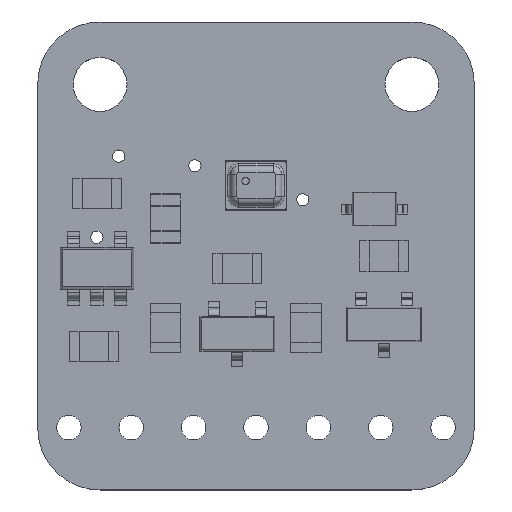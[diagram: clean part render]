
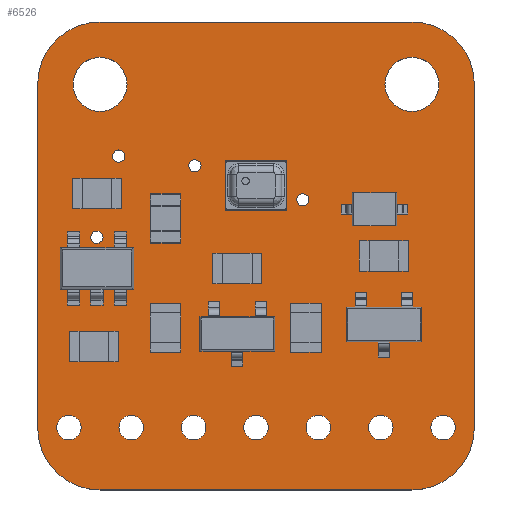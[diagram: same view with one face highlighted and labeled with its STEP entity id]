
A CAD part, top view. The second image highlights one B-rep face of the part: STEP entity #6526.
In plain terms, the highlighted planar face has unit normal (0, 0, 1).
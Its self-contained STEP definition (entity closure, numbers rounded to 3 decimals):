
#118=FACE_BOUND('',#801,.T.);
#119=FACE_BOUND('',#802,.T.);
#120=FACE_BOUND('',#803,.T.);
#121=FACE_BOUND('',#804,.T.);
#122=FACE_BOUND('',#805,.T.);
#123=FACE_BOUND('',#806,.T.);
#124=FACE_BOUND('',#807,.T.);
#125=FACE_BOUND('',#808,.T.);
#126=FACE_BOUND('',#809,.T.);
#127=FACE_BOUND('',#810,.T.);
#128=FACE_BOUND('',#811,.T.);
#129=FACE_BOUND('',#812,.T.);
#130=FACE_BOUND('',#813,.T.);
#162=PLANE('',#7028);
#422=FACE_OUTER_BOUND('',#800,.T.);
#800=EDGE_LOOP('',(#4373,#4374,#4375,#4376,#4377,#4378,#4379,#4380));
#801=EDGE_LOOP('',(#4381));
#802=EDGE_LOOP('',(#4382));
#803=EDGE_LOOP('',(#4383));
#804=EDGE_LOOP('',(#4384));
#805=EDGE_LOOP('',(#4385));
#806=EDGE_LOOP('',(#4386));
#807=EDGE_LOOP('',(#4387));
#808=EDGE_LOOP('',(#4388));
#809=EDGE_LOOP('',(#4389));
#810=EDGE_LOOP('',(#4390));
#811=EDGE_LOOP('',(#4391));
#812=EDGE_LOOP('',(#4392));
#813=EDGE_LOOP('',(#4393));
#1212=LINE('',#9605,#1902);
#1216=LINE('',#9617,#1906);
#1220=LINE('',#9629,#1910);
#1224=LINE('',#9641,#1914);
#1902=VECTOR('',#7690,10.);
#1906=VECTOR('',#7702,10.);
#1910=VECTOR('',#7714,10.);
#1914=VECTOR('',#7726,10.);
#2578=CIRCLE('',#6975,0.5);
#2580=CIRCLE('',#6978,0.5);
#2582=CIRCLE('',#6981,0.5);
#2584=CIRCLE('',#6984,0.5);
#2586=CIRCLE('',#6987,1.1);
#2588=CIRCLE('',#6990,0.25);
#2590=CIRCLE('',#6993,0.25);
#2592=CIRCLE('',#6996,0.25);
#2594=CIRCLE('',#6999,1.1);
#2596=CIRCLE('',#7002,0.25);
#2598=CIRCLE('',#7005,0.5);
#2600=CIRCLE('',#7008,0.5);
#2602=CIRCLE('',#7011,0.5);
#2604=CIRCLE('',#7015,2.54);
#2606=CIRCLE('',#7019,2.54);
#2608=CIRCLE('',#7023,2.54);
#2610=CIRCLE('',#7027,2.54);
#2804=VERTEX_POINT('',#9523);
#2806=VERTEX_POINT('',#9529);
#2808=VERTEX_POINT('',#9535);
#2810=VERTEX_POINT('',#9541);
#2812=VERTEX_POINT('',#9547);
#2814=VERTEX_POINT('',#9553);
#2816=VERTEX_POINT('',#9559);
#2818=VERTEX_POINT('',#9565);
#2820=VERTEX_POINT('',#9571);
#2822=VERTEX_POINT('',#9577);
#2824=VERTEX_POINT('',#9583);
#2826=VERTEX_POINT('',#9589);
#2828=VERTEX_POINT('',#9595);
#2831=VERTEX_POINT('',#9602);
#2832=VERTEX_POINT('',#9604);
#2834=VERTEX_POINT('',#9610);
#2836=VERTEX_POINT('',#9616);
#2838=VERTEX_POINT('',#9622);
#2840=VERTEX_POINT('',#9628);
#2842=VERTEX_POINT('',#9634);
#2844=VERTEX_POINT('',#9640);
#3375=EDGE_CURVE('',#2804,#2804,#2578,.T.);
#3378=EDGE_CURVE('',#2806,#2806,#2580,.T.);
#3381=EDGE_CURVE('',#2808,#2808,#2582,.T.);
#3384=EDGE_CURVE('',#2810,#2810,#2584,.T.);
#3387=EDGE_CURVE('',#2812,#2812,#2586,.T.);
#3390=EDGE_CURVE('',#2814,#2814,#2588,.T.);
#3393=EDGE_CURVE('',#2816,#2816,#2590,.T.);
#3396=EDGE_CURVE('',#2818,#2818,#2592,.T.);
#3399=EDGE_CURVE('',#2820,#2820,#2594,.T.);
#3402=EDGE_CURVE('',#2822,#2822,#2596,.T.);
#3405=EDGE_CURVE('',#2824,#2824,#2598,.T.);
#3408=EDGE_CURVE('',#2826,#2826,#2600,.T.);
#3411=EDGE_CURVE('',#2828,#2828,#2602,.T.);
#3414=EDGE_CURVE('',#2832,#2831,#1212,.T.);
#3417=EDGE_CURVE('',#2834,#2832,#2604,.T.);
#3420=EDGE_CURVE('',#2836,#2834,#1216,.T.);
#3423=EDGE_CURVE('',#2838,#2836,#2606,.T.);
#3426=EDGE_CURVE('',#2840,#2838,#1220,.T.);
#3429=EDGE_CURVE('',#2842,#2840,#2608,.T.);
#3432=EDGE_CURVE('',#2844,#2842,#1224,.T.);
#3435=EDGE_CURVE('',#2831,#2844,#2610,.T.);
#4373=ORIENTED_EDGE('',*,*,#3435,.T.);
#4374=ORIENTED_EDGE('',*,*,#3432,.T.);
#4375=ORIENTED_EDGE('',*,*,#3429,.T.);
#4376=ORIENTED_EDGE('',*,*,#3426,.T.);
#4377=ORIENTED_EDGE('',*,*,#3423,.T.);
#4378=ORIENTED_EDGE('',*,*,#3420,.T.);
#4379=ORIENTED_EDGE('',*,*,#3417,.T.);
#4380=ORIENTED_EDGE('',*,*,#3414,.T.);
#4381=ORIENTED_EDGE('',*,*,#3375,.T.);
#4382=ORIENTED_EDGE('',*,*,#3378,.T.);
#4383=ORIENTED_EDGE('',*,*,#3381,.T.);
#4384=ORIENTED_EDGE('',*,*,#3384,.T.);
#4385=ORIENTED_EDGE('',*,*,#3387,.T.);
#4386=ORIENTED_EDGE('',*,*,#3390,.T.);
#4387=ORIENTED_EDGE('',*,*,#3393,.T.);
#4388=ORIENTED_EDGE('',*,*,#3396,.T.);
#4389=ORIENTED_EDGE('',*,*,#3399,.T.);
#4390=ORIENTED_EDGE('',*,*,#3402,.T.);
#4391=ORIENTED_EDGE('',*,*,#3405,.T.);
#4392=ORIENTED_EDGE('',*,*,#3408,.T.);
#4393=ORIENTED_EDGE('',*,*,#3411,.T.);
#6526=ADVANCED_FACE('',(#422,#118,#119,#120,#121,#122,#123,#124,#125,#126,
#127,#128,#129,#130),#162,.T.);
#6975=AXIS2_PLACEMENT_3D('',#9525,#7600,#7601);
#6978=AXIS2_PLACEMENT_3D('',#9531,#7607,#7608);
#6981=AXIS2_PLACEMENT_3D('',#9537,#7614,#7615);
#6984=AXIS2_PLACEMENT_3D('',#9543,#7621,#7622);
#6987=AXIS2_PLACEMENT_3D('',#9549,#7628,#7629);
#6990=AXIS2_PLACEMENT_3D('',#9555,#7635,#7636);
#6993=AXIS2_PLACEMENT_3D('',#9561,#7642,#7643);
#6996=AXIS2_PLACEMENT_3D('',#9567,#7649,#7650);
#6999=AXIS2_PLACEMENT_3D('',#9573,#7656,#7657);
#7002=AXIS2_PLACEMENT_3D('',#9579,#7663,#7664);
#7005=AXIS2_PLACEMENT_3D('',#9585,#7670,#7671);
#7008=AXIS2_PLACEMENT_3D('',#9591,#7677,#7678);
#7011=AXIS2_PLACEMENT_3D('',#9597,#7684,#7685);
#7015=AXIS2_PLACEMENT_3D('',#9611,#7696,#7697);
#7019=AXIS2_PLACEMENT_3D('',#9623,#7708,#7709);
#7023=AXIS2_PLACEMENT_3D('',#9635,#7720,#7721);
#7027=AXIS2_PLACEMENT_3D('',#9645,#7732,#7733);
#7028=AXIS2_PLACEMENT_3D('',#9646,#7734,#7735);
#7600=DIRECTION('center_axis',(0.,0.,-1.));
#7601=DIRECTION('ref_axis',(1.,0.,0.));
#7607=DIRECTION('center_axis',(0.,0.,-1.));
#7608=DIRECTION('ref_axis',(1.,0.,0.));
#7614=DIRECTION('center_axis',(0.,0.,-1.));
#7615=DIRECTION('ref_axis',(1.,0.,0.));
#7621=DIRECTION('center_axis',(0.,0.,-1.));
#7622=DIRECTION('ref_axis',(1.,0.,0.));
#7628=DIRECTION('center_axis',(0.,0.,-1.));
#7629=DIRECTION('ref_axis',(1.,0.,0.));
#7635=DIRECTION('center_axis',(0.,0.,-1.));
#7636=DIRECTION('ref_axis',(1.,0.,0.));
#7642=DIRECTION('center_axis',(0.,0.,-1.));
#7643=DIRECTION('ref_axis',(1.,0.,0.));
#7649=DIRECTION('center_axis',(0.,0.,-1.));
#7650=DIRECTION('ref_axis',(1.,0.,0.));
#7656=DIRECTION('center_axis',(0.,0.,-1.));
#7657=DIRECTION('ref_axis',(1.,0.,0.));
#7663=DIRECTION('center_axis',(0.,0.,-1.));
#7664=DIRECTION('ref_axis',(1.,0.,0.));
#7670=DIRECTION('center_axis',(0.,0.,-1.));
#7671=DIRECTION('ref_axis',(1.,0.,0.));
#7677=DIRECTION('center_axis',(0.,0.,-1.));
#7678=DIRECTION('ref_axis',(1.,0.,0.));
#7684=DIRECTION('center_axis',(0.,0.,-1.));
#7685=DIRECTION('ref_axis',(1.,0.,0.));
#7690=DIRECTION('',(0.,-1.,0.));
#7696=DIRECTION('center_axis',(0.,0.,1.));
#7697=DIRECTION('ref_axis',(0.,1.,0.));
#7702=DIRECTION('',(-1.,0.,0.));
#7708=DIRECTION('center_axis',(0.,0.,1.));
#7709=DIRECTION('ref_axis',(1.,0.,0.));
#7714=DIRECTION('',(0.,1.,0.));
#7720=DIRECTION('center_axis',(0.,0.,1.));
#7721=DIRECTION('ref_axis',(0.,-1.,0.));
#7726=DIRECTION('',(1.,0.,0.));
#7732=DIRECTION('center_axis',(0.,0.,1.));
#7733=DIRECTION('ref_axis',(-1.,0.,0.));
#7734=DIRECTION('center_axis',(0.,0.,1.));
#7735=DIRECTION('ref_axis',(1.,0.,0.));
#9523=CARTESIAN_POINT('',(13.47,2.54,1.57));
#9525=CARTESIAN_POINT('Origin',(13.97,2.54,1.57));
#9529=CARTESIAN_POINT('',(8.39,2.54,1.57));
#9531=CARTESIAN_POINT('Origin',(8.89,2.54,1.57));
#9535=CARTESIAN_POINT('',(3.31,2.54,1.57));
#9537=CARTESIAN_POINT('Origin',(3.81,2.54,1.57));
#9541=CARTESIAN_POINT('',(0.77,2.54,1.57));
#9543=CARTESIAN_POINT('Origin',(1.27,2.54,1.57));
#9547=CARTESIAN_POINT('',(1.44,16.51,1.57));
#9549=CARTESIAN_POINT('Origin',(2.54,16.51,1.57));
#9553=CARTESIAN_POINT('',(2.163,10.287,1.57));
#9555=CARTESIAN_POINT('Origin',(2.413,10.287,1.57));
#9559=CARTESIAN_POINT('',(10.545,11.811,1.57));
#9561=CARTESIAN_POINT('Origin',(10.795,11.811,1.57));
#9565=CARTESIAN_POINT('',(6.152,13.194,1.57));
#9567=CARTESIAN_POINT('Origin',(6.402,13.194,1.57));
#9571=CARTESIAN_POINT('',(14.14,16.51,1.57));
#9573=CARTESIAN_POINT('Origin',(15.24,16.51,1.57));
#9577=CARTESIAN_POINT('',(3.052,13.589,1.57));
#9579=CARTESIAN_POINT('Origin',(3.302,13.589,1.57));
#9583=CARTESIAN_POINT('',(5.85,2.54,1.57));
#9585=CARTESIAN_POINT('Origin',(6.35,2.54,1.57));
#9589=CARTESIAN_POINT('',(10.93,2.54,1.57));
#9591=CARTESIAN_POINT('Origin',(11.43,2.54,1.57));
#9595=CARTESIAN_POINT('',(16.01,2.54,1.57));
#9597=CARTESIAN_POINT('Origin',(16.51,2.54,1.57));
#9602=CARTESIAN_POINT('',(0.,2.54,1.57));
#9604=CARTESIAN_POINT('',(0.,16.51,1.57));
#9605=CARTESIAN_POINT('',(0.,2.54,1.57));
#9610=CARTESIAN_POINT('',(2.54,19.05,1.57));
#9611=CARTESIAN_POINT('Origin',(2.54,16.51,1.57));
#9616=CARTESIAN_POINT('',(15.24,19.05,1.57));
#9617=CARTESIAN_POINT('',(2.54,19.05,1.57));
#9622=CARTESIAN_POINT('',(17.78,16.51,1.57));
#9623=CARTESIAN_POINT('Origin',(15.24,16.51,1.57));
#9628=CARTESIAN_POINT('',(17.78,2.54,1.57));
#9629=CARTESIAN_POINT('',(17.78,16.51,1.57));
#9634=CARTESIAN_POINT('',(15.24,0.,1.57));
#9635=CARTESIAN_POINT('Origin',(15.24,2.54,1.57));
#9640=CARTESIAN_POINT('',(2.54,0.,1.57));
#9641=CARTESIAN_POINT('',(15.24,0.,1.57));
#9645=CARTESIAN_POINT('Origin',(2.54,2.54,1.57));
#9646=CARTESIAN_POINT('Origin',(8.89,9.525,1.57));
